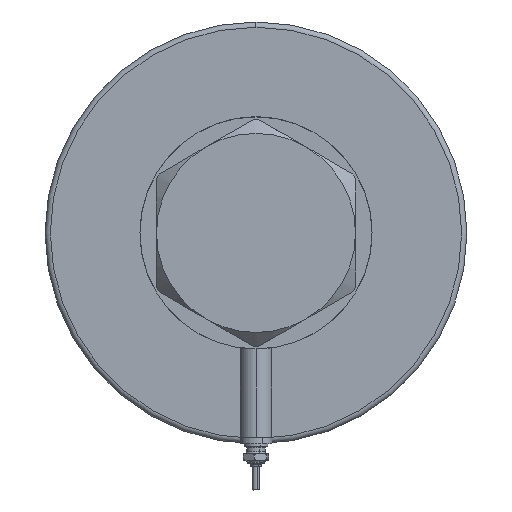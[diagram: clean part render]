
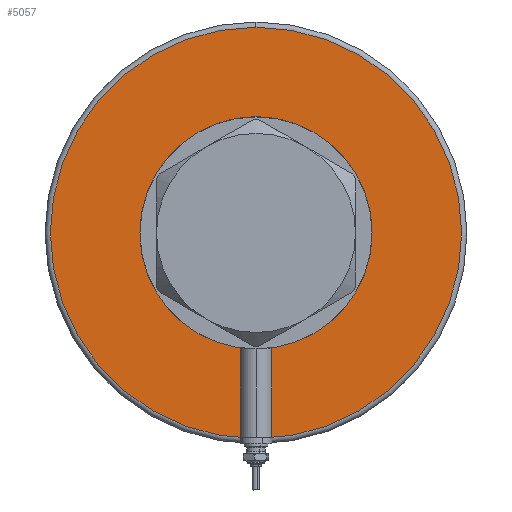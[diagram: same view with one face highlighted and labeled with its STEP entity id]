
A CAD part, left-side view. The second image highlights one B-rep face of the part: STEP entity #5057.
In plain terms, the highlighted face is planar.
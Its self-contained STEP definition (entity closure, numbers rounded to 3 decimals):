
#276 = EDGE_CURVE ( 'NONE', #3717, #5874, #5912, .T. ) ;
#326 = VERTEX_POINT ( 'NONE', #1804 ) ;
#362 = DIRECTION ( 'NONE',  ( 1., 0., 0. ) ) ;
#600 = FACE_OUTER_BOUND ( 'NONE', #4233, .T. ) ;
#696 = EDGE_CURVE ( 'NONE', #326, #2063, #1770, .T. ) ;
#867 = CARTESIAN_POINT ( 'NONE',  ( 0., 0., 0. ) ) ;
#1167 = CIRCLE ( 'NONE', #1789, 78. ) ;
#1183 = CARTESIAN_POINT ( 'NONE',  ( -37.5, 0., 0. ) ) ;
#1186 = PLANE ( 'NONE',  #1282 ) ;
#1282 = AXIS2_PLACEMENT_3D ( 'NONE', #1580, #2576, #5149 ) ;
#1544 = DIRECTION ( 'NONE',  ( 0., 0., -1. ) ) ;
#1580 = CARTESIAN_POINT ( 'NONE',  ( 0., 0., 0. ) ) ;
#1673 = FACE_BOUND ( 'NONE', #3014, .T. ) ;
#1770 = CIRCLE ( 'NONE', #3530, 78. ) ;
#1789 = AXIS2_PLACEMENT_3D ( 'NONE', #4571, #2138, #2204 ) ;
#1804 = CARTESIAN_POINT ( 'NONE',  ( 78., 0., 0. ) ) ;
#1997 = ORIENTED_EDGE ( 'NONE', *, *, #696, .T. ) ;
#2063 = VERTEX_POINT ( 'NONE', #2513 ) ;
#2093 = CIRCLE ( 'NONE', #2715, 37.5 ) ;
#2138 = DIRECTION ( 'NONE',  ( 0., 0., -1. ) ) ;
#2204 = DIRECTION ( 'NONE',  ( 1., 0., 0. ) ) ;
#2287 = DIRECTION ( 'NONE',  ( 1., 0., 0. ) ) ;
#2513 = CARTESIAN_POINT ( 'NONE',  ( -78., 0., 0. ) ) ;
#2567 = CARTESIAN_POINT ( 'NONE',  ( 37.5, 0., 0. ) ) ;
#2576 = DIRECTION ( 'NONE',  ( 0., 0., 1. ) ) ;
#2678 = ORIENTED_EDGE ( 'NONE', *, *, #276, .T. ) ;
#2715 = AXIS2_PLACEMENT_3D ( 'NONE', #6286, #4321, #362 ) ;
#3014 = EDGE_LOOP ( 'NONE', ( #2678, #3152 ) ) ;
#3037 = DIRECTION ( 'NONE',  ( 1., 0., 0. ) ) ;
#3152 = ORIENTED_EDGE ( 'NONE', *, *, #4090, .T. ) ;
#3530 = AXIS2_PLACEMENT_3D ( 'NONE', #5981, #1544, #3037 ) ;
#3717 = VERTEX_POINT ( 'NONE', #2567 ) ;
#3976 = EDGE_CURVE ( 'NONE', #2063, #326, #1167, .T. ) ;
#4090 = EDGE_CURVE ( 'NONE', #5874, #3717, #2093, .T. ) ;
#4232 = DIRECTION ( 'NONE',  ( 0., 0., 1. ) ) ;
#4233 = EDGE_LOOP ( 'NONE', ( #1997, #5749 ) ) ;
#4321 = DIRECTION ( 'NONE',  ( 0., 0., 1. ) ) ;
#4356 = AXIS2_PLACEMENT_3D ( 'NONE', #867, #4232, #2287 ) ;
#4571 = CARTESIAN_POINT ( 'NONE',  ( 0., 0., 0. ) ) ;
#5057 = ADVANCED_FACE ( 'NONE', ( #600, #1673 ), #1186, .F. ) ;
#5149 = DIRECTION ( 'NONE',  ( 1., 0., 0. ) ) ;
#5749 = ORIENTED_EDGE ( 'NONE', *, *, #3976, .T. ) ;
#5874 = VERTEX_POINT ( 'NONE', #1183 ) ;
#5912 = CIRCLE ( 'NONE', #4356, 37.5 ) ;
#5981 = CARTESIAN_POINT ( 'NONE',  ( 0., 0., 0. ) ) ;
#6286 = CARTESIAN_POINT ( 'NONE',  ( 0., 0., 0. ) ) ;
